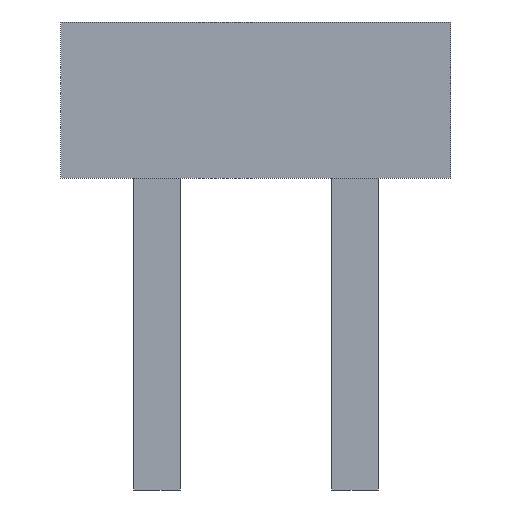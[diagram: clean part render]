
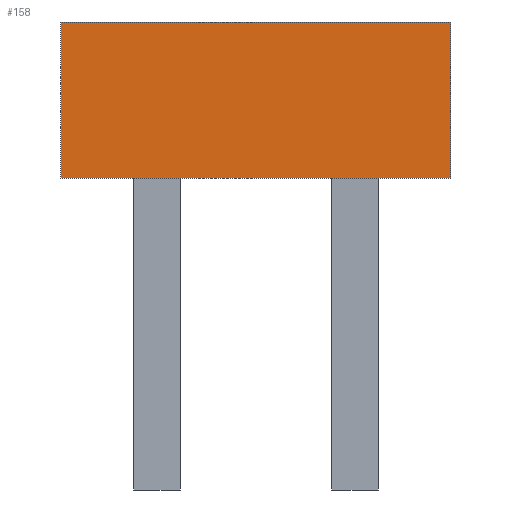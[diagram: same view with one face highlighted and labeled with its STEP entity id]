
A CAD part, front view. The second image highlights one B-rep face of the part: STEP entity #158.
In plain terms, the highlighted planar face has unit normal (0, -1, 0).
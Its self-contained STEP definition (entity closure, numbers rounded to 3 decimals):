
#24=VERTEX_POINT('',#25);
#25=CARTESIAN_POINT('',(-1.23,-13.51,4.));
#29=ORIENTED_EDGE('',*,*,#30,.T.);
#30=EDGE_CURVE('',#24,#31,#33,.T.);
#31=VERTEX_POINT('',#32);
#32=CARTESIAN_POINT('',(3.77,-13.51,4.));
#33=LINE('',#25,#34);
#34=VECTOR('',#35,1.);
#35=DIRECTION('',(1.,0.,0.));
#54=VERTEX_POINT('',#55);
#55=CARTESIAN_POINT('',(-1.23,-13.51,2.));
#57=ORIENTED_EDGE('',*,*,#58,.T.);
#58=EDGE_CURVE('',#54,#24,#59,.T.);
#59=LINE('',#55,#60);
#60=VECTOR('',#61,1.);
#61=DIRECTION('',(0.,0.,1.));
#68=DIRECTION('',(-1.,0.,0.));
#73=ORIENTED_EDGE('',*,*,#74,.T.);
#74=EDGE_CURVE('',#31,#75,#77,.T.);
#75=VERTEX_POINT('',#76);
#76=CARTESIAN_POINT('',(3.77,-13.51,2.));
#77=LINE('',#32,#78);
#78=VECTOR('',#79,1.);
#79=DIRECTION('',(0.,0.,-1.));
#96=VECTOR('',#68,1.);
#157=DIRECTION('',(0.,-1.,0.));
#158=ADVANCED_FACE('',(#159),#164,.T.);
#159=FACE_BOUND('',#160,.F.);
#160=EDGE_LOOP('',(#29,#73,#161,#57));
#161=ORIENTED_EDGE('',*,*,#162,.T.);
#162=EDGE_CURVE('',#75,#54,#163,.T.);
#163=LINE('',#76,#96);
#164=PLANE('',#165);
#165=AXIS2_PLACEMENT_3D('',#25,#157,#79);
